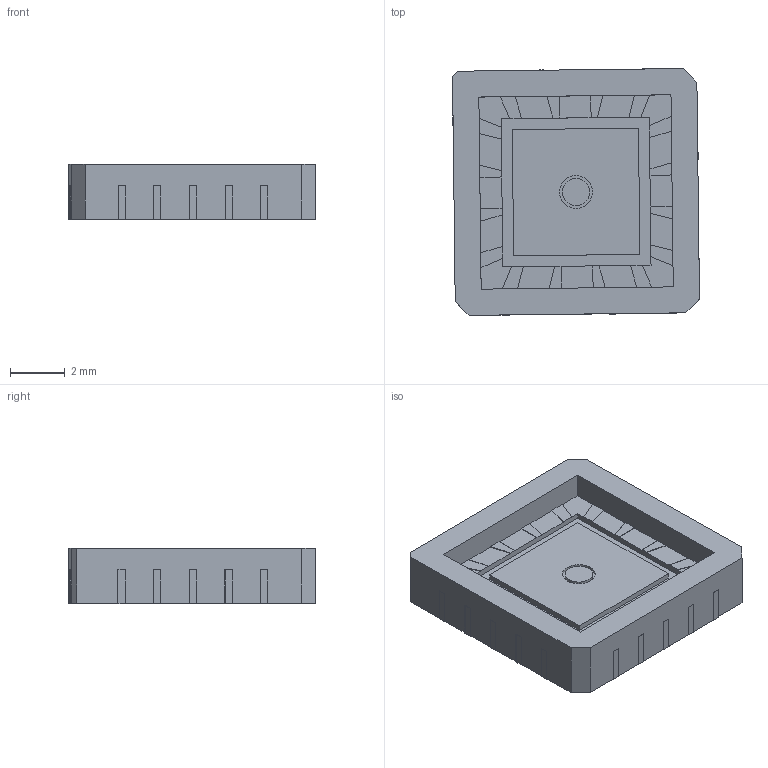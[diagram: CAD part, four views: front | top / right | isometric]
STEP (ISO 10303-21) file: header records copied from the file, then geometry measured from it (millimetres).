
FILE_DESCRIPTION (( 'STEP AP203' ), '1' );
FILE_NAME ('6_MEMS.STEP', '2020-07-31T03:42:56', ( '' ), ( '' ), 'SwSTEP 2.0', 'SolidWorks 2020', '' );
FILE_SCHEMA (( 'CONFIG_CONTROL_DESIGN' ));
Length unit declared in the file: millimetre
Products named in the file (1): 6_MEMS
Bounding box: 9 x 8.99 x 2.01 mm (x, y, z)
Volume: 111.2 mm3; surface area: 263 mm2
Topology: 1 solids, 1 shells, 239 faces, 699 edges, 466 vertices
Faces by surface type: plane 210, cylinder 29
Entity records: 7888 total; most frequent: CARTESIAN_POINT 1405, ORIENTED_EDGE 1398, DIRECTION 1237, EDGE_CURVE 699, LINE 641, VECTOR 641, VERTEX_POINT 466, AXIS2_PLACEMENT_3D 298
